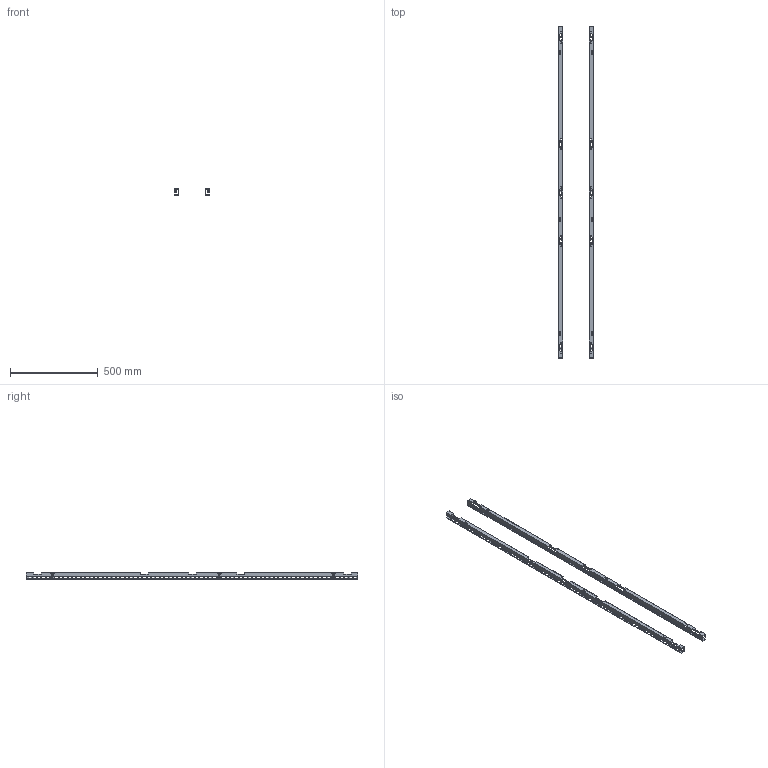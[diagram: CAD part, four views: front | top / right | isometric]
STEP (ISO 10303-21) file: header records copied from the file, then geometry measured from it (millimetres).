
FILE_DESCRIPTION (( 'STEP AP214' ), '1' );
FILE_NAME ('0391-9020-00-03.step', '2024-06-19T07:55:00', ( '' ), ( '' ), 'SwSTEP 2.0', 'SolidWorks 2019', '' );
FILE_SCHEMA (( 'AUTOMOTIVE_DESIGN' ));
Length unit declared in the file: millimetre
Products named in the file (3): SenkrechteMontgeschieneL_2000; 0391-9020-00-03; SenkrechteMontgeschieneR_2000
Assembly tree (2 placements, depth 2):
  0391-9020-00-03
    SenkrechteMontgeschieneR_2000
    SenkrechteMontgeschieneL_2000
Bounding box: 197 x 1891 x 37.5 mm (x, y, z)
Volume: 598065.5 mm3; surface area: 657437.1 mm2
Topology: 8 solids, 8 shells, 2026 faces, 6126 edges, 4084 vertices
Faces by surface type: plane 1392, cylinder 634
Entity records: 71118 total; most frequent: ORIENTED_EDGE 12252, CARTESIAN_POINT 12241, DIRECTION 11456, EDGE_CURVE 6126, VECTOR 4858, LINE 4858, VERTEX_POINT 4084, AXIS2_PLACEMENT_3D 3299
